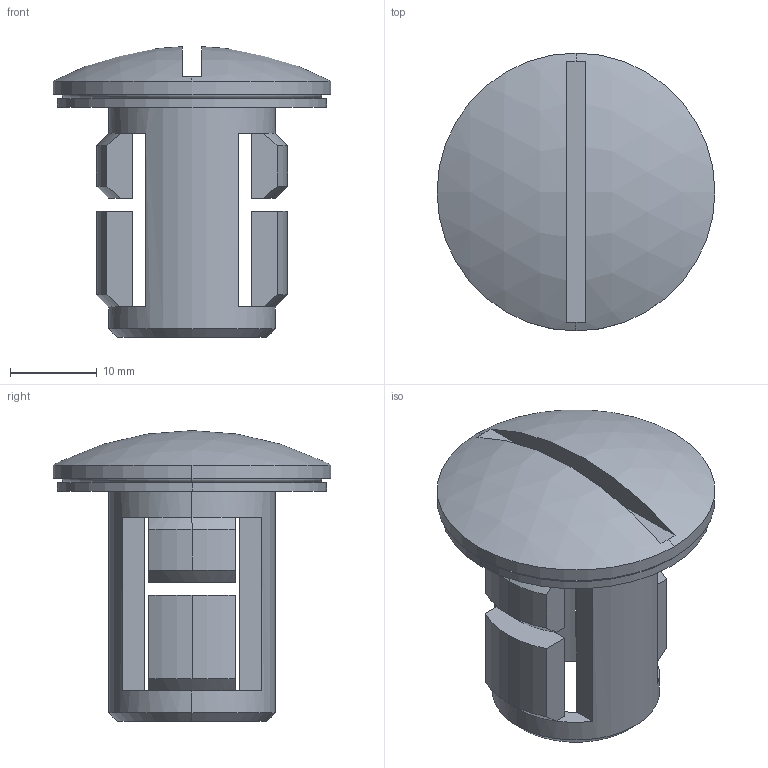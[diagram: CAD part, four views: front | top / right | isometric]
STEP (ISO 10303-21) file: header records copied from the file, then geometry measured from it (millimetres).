
FILE_DESCRIPTION (( 'STEP AP203' ), '1' );
FILE_NAME ('sone3D.STEP', '2014-08-07T00:14:24', ( '' ), ( '' ), 'SwSTEP 2.0', 'SolidWorks 2012', '' );
FILE_SCHEMA (( 'CONFIG_CONTROL_DESIGN' ));
Length unit declared in the file: millimetre
Products named in the file (3): CP-30-BC-22僱僕僉儍僢僾_; CP-30-BC-22僷僢僉儞_; sone3D
Assembly tree (2 placements, depth 2):
  sone3D
    CP-30-BC-22僱僕僉儍僢僾_
    CP-30-BC-22僷僢僉儞_
Bounding box: 32 x 32 x 33.48 mm (x, y, z)
Volume: 6174.7 mm3; surface area: 6234.5 mm2
Topology: 2 solids, 2 shells, 75 faces, 200 edges, 129 vertices
Faces by surface type: plane 42, cylinder 16, cone 11, torus 4, sphere 2
Entity records: 2692 total; most frequent: CARTESIAN_POINT 445, DIRECTION 441, ORIENTED_EDGE 400, EDGE_CURVE 200, AXIS2_PLACEMENT_3D 173, VERTEX_POINT 129, LINE 95, VECTOR 95
